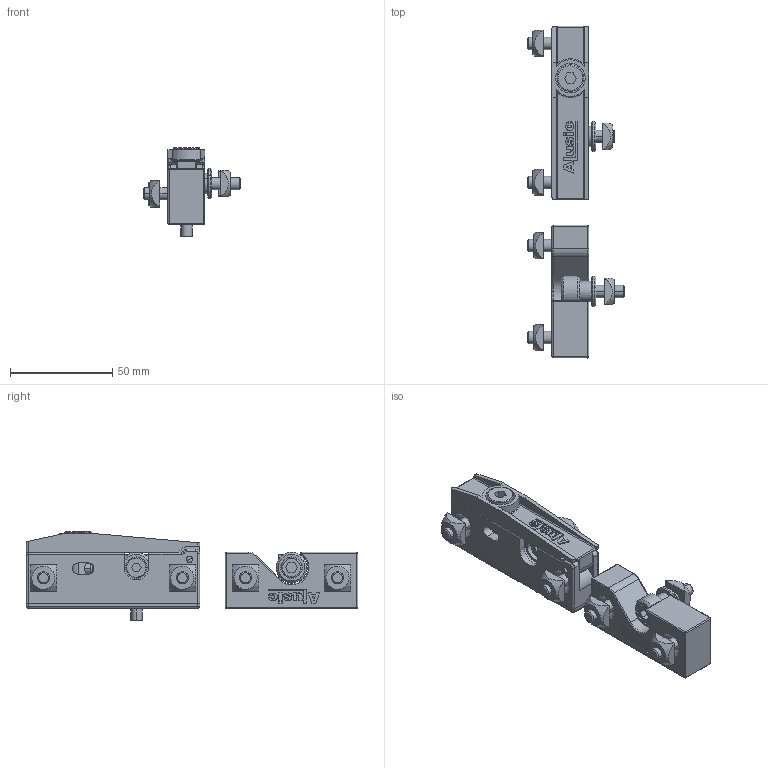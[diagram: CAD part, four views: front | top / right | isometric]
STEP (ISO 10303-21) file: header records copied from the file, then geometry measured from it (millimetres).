
FILE_DESCRIPTION (( 'STEP AP203' ), '1' );
FILE_NAME ('084.407.003.STEP', '2013-01-28T09:43:43', ( 'Alusic' ), ( 'Alusic' ), 'SwSTEP 2.0', 'SolidWorks 2011', '' );
FILE_SCHEMA (( 'CONFIG_CONTROL_DESIGN' ));
Length unit declared in the file: millimetre
Products named in the file (16): 084.407.103-3; SPINE CILINDRICHE UNI 1707_5x16 UNI 1707; 084.407.103-2; 084.407.104; 084.301.000 VITI ALUSIC_084.301.001; 084.302.000 DADI ALUSIC 13x13_084.302.003; 084.407.003; VITI TCEI UNI 5931_M6x25 UNI 5931; 084.407.103-6; SPINE CILINDRICHE UNI 1707; SPINE CILINDRICHE UNI 1707_3x16 UNI 1707; VITI TSEI UNI 5933_M6x30 UNI 5933; 084.407.103-4; 084.407.103-1; 084.407.105; 084.407.103-5
Assembly tree (26 placements, depth 2):
  084.407.003
    VITI TCEI UNI 5931_M6x25 UNI 5931
    VITI TSEI UNI 5933_M6x30 UNI 5933  x4
    SPINE CILINDRICHE UNI 1707_3x16 UNI 1707
    084.301.000 VITI ALUSIC_084.301.001
    084.407.103-5  x2
    084.407.103-4
    SPINE CILINDRICHE UNI 1707_5x16 UNI 1707
    SPINE CILINDRICHE UNI 1707  x2
    084.302.000 DADI ALUSIC 13x13_084.302.003  x6
    084.407.104
    084.407.103-1
    084.407.103-3
    084.407.103-2
    084.407.105  x2
    084.407.103-6
Bounding box: 47.5 x 162.43 x 43.25 mm (x, y, z)
Volume: 77868.8 mm3; surface area: 43424.6 mm2
Topology: 26 solids, 26 shells, 854 faces, 2145 edges, 1353 vertices
Faces by surface type: plane 376, cylinder 336, bspline 80, cone 60, torus 2
Entity records: 27197 total; most frequent: CARTESIAN_POINT 7790, DIRECTION 3715, ORIENTED_EDGE 3612, EDGE_CURVE 1806, AXIS2_PLACEMENT_3D 1326, VERTEX_POINT 1157, VECTOR 1063, LINE 1063
